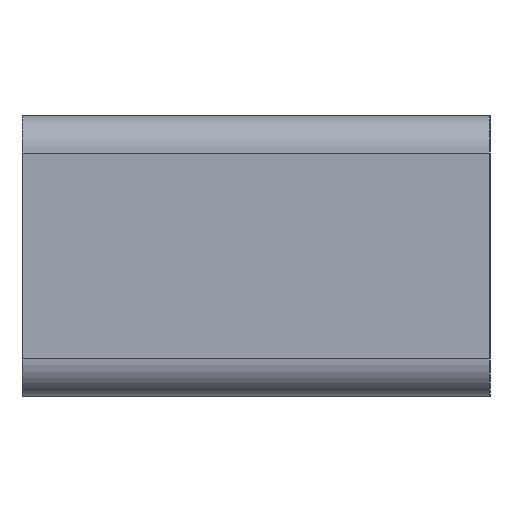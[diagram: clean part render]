
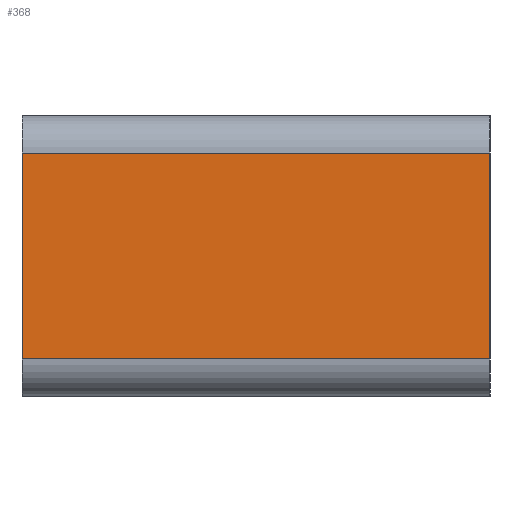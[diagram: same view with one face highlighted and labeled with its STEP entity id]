
A CAD part, left-side view. The second image highlights one B-rep face of the part: STEP entity #368.
In plain terms, the highlighted planar face has unit normal (-1, 0, 0).
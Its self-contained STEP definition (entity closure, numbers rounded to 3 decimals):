
#339 = EDGE_CURVE('',#340,#342,#344,.T.);
#340 = VERTEX_POINT('',#341);
#341 = CARTESIAN_POINT('',(-0.5,0.,0.04));
#342 = VERTEX_POINT('',#343);
#343 = CARTESIAN_POINT('',(-0.5,-0.5,0.04));
#344 = LINE('',#345,#346);
#345 = CARTESIAN_POINT('',(-0.5,0.,0.04));
#346 = VECTOR('',#347,1.);
#347 = DIRECTION('',(0.,-1.,0.));
#368 = ADVANCED_FACE('',(#369),#394,.T.);
#369 = FACE_BOUND('',#370,.T.);
#370 = EDGE_LOOP('',(#371,#372,#380,#388));
#371 = ORIENTED_EDGE('',*,*,#339,.T.);
#372 = ORIENTED_EDGE('',*,*,#373,.T.);
#373 = EDGE_CURVE('',#342,#374,#376,.T.);
#374 = VERTEX_POINT('',#375);
#375 = CARTESIAN_POINT('',(-0.5,-0.5,0.26));
#376 = LINE('',#377,#378);
#377 = CARTESIAN_POINT('',(-0.5,-0.5,0.04));
#378 = VECTOR('',#379,1.);
#379 = DIRECTION('',(0.,0.,1.));
#380 = ORIENTED_EDGE('',*,*,#381,.F.);
#381 = EDGE_CURVE('',#382,#374,#384,.T.);
#382 = VERTEX_POINT('',#383);
#383 = CARTESIAN_POINT('',(-0.5,0.,0.26));
#384 = LINE('',#385,#386);
#385 = CARTESIAN_POINT('',(-0.5,0.,0.26));
#386 = VECTOR('',#387,1.);
#387 = DIRECTION('',(0.,-1.,0.));
#388 = ORIENTED_EDGE('',*,*,#389,.F.);
#389 = EDGE_CURVE('',#340,#382,#390,.T.);
#390 = LINE('',#391,#392);
#391 = CARTESIAN_POINT('',(-0.5,0.,0.04));
#392 = VECTOR('',#393,1.);
#393 = DIRECTION('',(0.,0.,1.));
#394 = PLANE('',#395);
#395 = AXIS2_PLACEMENT_3D('',#396,#397,#398);
#396 = CARTESIAN_POINT('',(-0.5,0.,0.04));
#397 = DIRECTION('',(-1.,-0.,0.));
#398 = DIRECTION('',(0.,0.,1.));
